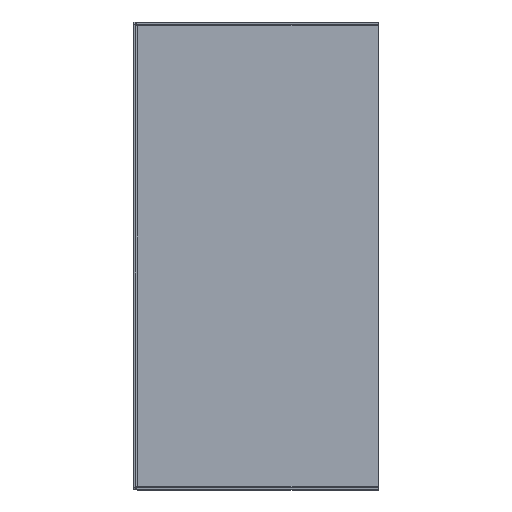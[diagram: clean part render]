
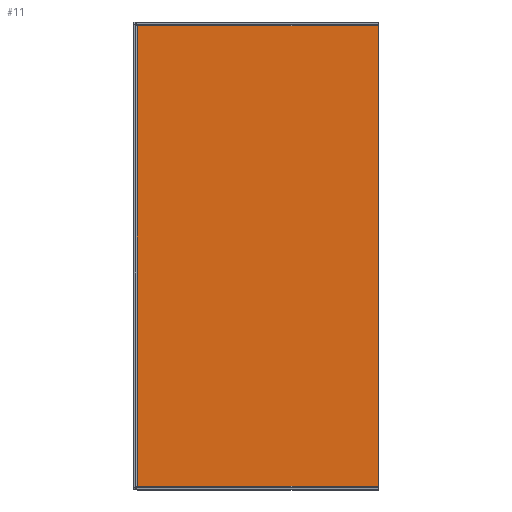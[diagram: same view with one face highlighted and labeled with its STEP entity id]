
A CAD part, top view. The second image highlights one B-rep face of the part: STEP entity #11.
In plain terms, the highlighted planar face has unit normal (0, 0, 1).
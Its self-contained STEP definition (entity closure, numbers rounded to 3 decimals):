
#11 = ADVANCED_FACE ( 'NONE', ( #211 ), #936, .T. ) ;
#63 = CARTESIAN_POINT ( 'NONE',  ( -45.8, -87.6, 0.8 ) ) ;
#69 = ORIENTED_EDGE ( 'NONE', *, *, #643, .T. ) ;
#82 = ORIENTED_EDGE ( 'NONE', *, *, #837, .F. ) ;
#125 = LINE ( 'NONE', #906, #828 ) ;
#150 = DIRECTION ( 'NONE',  ( 0., 1., 0. ) ) ;
#152 = AXIS2_PLACEMENT_3D ( 'NONE', #63, #966, #823 ) ;
#161 = CARTESIAN_POINT ( 'NONE',  ( -44.4, 86.2, 0.8 ) ) ;
#199 = CARTESIAN_POINT ( 'NONE',  ( -44.4, 87.6, 0.8 ) ) ;
#211 = FACE_OUTER_BOUND ( 'NONE', #784, .T. ) ;
#243 = CARTESIAN_POINT ( 'NONE',  ( 921.8, 86.2, 0.8 ) ) ;
#256 = CARTESIAN_POINT ( 'NONE',  ( 45.8, 86.2, 0.8 ) ) ;
#307 = VERTEX_POINT ( 'NONE', #972 ) ;
#340 = LINE ( 'NONE', #243, #1035 ) ;
#354 = ORIENTED_EDGE ( 'NONE', *, *, #639, .T. ) ;
#427 = LINE ( 'NONE', #554, #957 ) ;
#486 = DIRECTION ( 'NONE',  ( -1., 0., 0. ) ) ;
#504 = DIRECTION ( 'NONE',  ( 0., -1., 0. ) ) ;
#511 = LINE ( 'NONE', #199, #620 ) ;
#554 = CARTESIAN_POINT ( 'NONE',  ( 45.8, 87.6, 0.8 ) ) ;
#620 = VECTOR ( 'NONE', #504, 1000. ) ;
#639 = EDGE_CURVE ( 'NONE', #819, #307, #511, .T. ) ;
#643 = EDGE_CURVE ( 'NONE', #1024, #819, #340, .T. ) ;
#661 = EDGE_CURVE ( 'NONE', #667, #1024, #427, .T. ) ;
#667 = VERTEX_POINT ( 'NONE', #1098 ) ;
#784 = EDGE_LOOP ( 'NONE', ( #354, #82, #797, #69 ) ) ;
#797 = ORIENTED_EDGE ( 'NONE', *, *, #661, .T. ) ;
#819 = VERTEX_POINT ( 'NONE', #161 ) ;
#823 = DIRECTION ( 'NONE',  ( 1., 0., 0. ) ) ;
#828 = VECTOR ( 'NONE', #885, 1000. ) ;
#837 = EDGE_CURVE ( 'NONE', #667, #307, #125, .T. ) ;
#885 = DIRECTION ( 'NONE',  ( -1., 0., 0. ) ) ;
#906 = CARTESIAN_POINT ( 'NONE',  ( 921.8, -86.2, 0.8 ) ) ;
#936 = PLANE ( 'NONE',  #152 ) ;
#957 = VECTOR ( 'NONE', #150, 1000. ) ;
#966 = DIRECTION ( 'NONE',  ( 0., 0., 1. ) ) ;
#972 = CARTESIAN_POINT ( 'NONE',  ( -44.4, -86.2, 0.8 ) ) ;
#1024 = VERTEX_POINT ( 'NONE', #256 ) ;
#1035 = VECTOR ( 'NONE', #486, 1000. ) ;
#1098 = CARTESIAN_POINT ( 'NONE',  ( 45.8, -86.2, 0.8 ) ) ;
